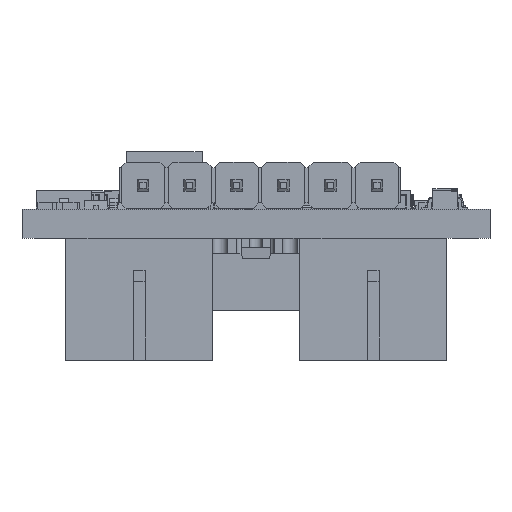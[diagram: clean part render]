
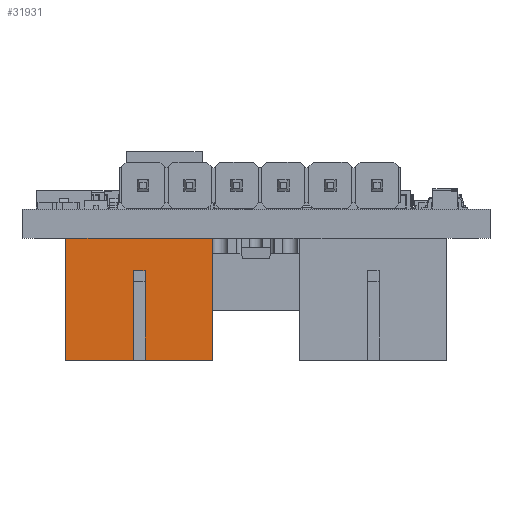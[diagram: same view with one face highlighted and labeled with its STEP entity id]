
A CAD part, front view. The second image highlights one B-rep face of the part: STEP entity #31931.
In plain terms, the highlighted face is planar.
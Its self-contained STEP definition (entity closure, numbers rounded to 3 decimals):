
#2138=PLANE('',#34635);
#3726=FACE_OUTER_BOUND('',#5801,.T.);
#5801=EDGE_LOOP('',(#26830,#26831,#26832,#26833,#26834,#26835,#26836,#26837));
#8412=LINE('',#53390,#11827);
#8440=LINE('',#53445,#11855);
#8447=LINE('',#53460,#11862);
#8452=LINE('',#53471,#11867);
#8453=LINE('',#53473,#11868);
#8454=LINE('',#53475,#11869);
#8455=LINE('',#53476,#11870);
#8456=LINE('',#53477,#11871);
#11827=VECTOR('',#41015,1000.);
#11855=VECTOR('',#41057,1000.);
#11862=VECTOR('',#41070,1000.);
#11867=VECTOR('',#41077,1000.);
#11868=VECTOR('',#41078,1000.);
#11869=VECTOR('',#41079,1000.);
#11870=VECTOR('',#41080,1000.);
#11871=VECTOR('',#41081,1000.);
#15886=VERTEX_POINT('',#53387);
#15887=VERTEX_POINT('',#53389);
#15907=VERTEX_POINT('',#53443);
#15912=VERTEX_POINT('',#53459);
#15916=VERTEX_POINT('',#53469);
#15917=VERTEX_POINT('',#53470);
#15918=VERTEX_POINT('',#53472);
#15919=VERTEX_POINT('',#53474);
#19655=EDGE_CURVE('',#15887,#15886,#8412,.T.);
#19683=EDGE_CURVE('',#15907,#15886,#8440,.T.);
#19690=EDGE_CURVE('',#15912,#15887,#8447,.T.);
#19695=EDGE_CURVE('',#15916,#15917,#8452,.T.);
#19696=EDGE_CURVE('',#15918,#15917,#8453,.T.);
#19697=EDGE_CURVE('',#15919,#15918,#8454,.T.);
#19698=EDGE_CURVE('',#15919,#15912,#8455,.T.);
#19699=EDGE_CURVE('',#15916,#15907,#8456,.T.);
#26830=ORIENTED_EDGE('',*,*,#19695,.T.);
#26831=ORIENTED_EDGE('',*,*,#19696,.F.);
#26832=ORIENTED_EDGE('',*,*,#19697,.F.);
#26833=ORIENTED_EDGE('',*,*,#19698,.T.);
#26834=ORIENTED_EDGE('',*,*,#19690,.T.);
#26835=ORIENTED_EDGE('',*,*,#19655,.T.);
#26836=ORIENTED_EDGE('',*,*,#19683,.F.);
#26837=ORIENTED_EDGE('',*,*,#19699,.F.);
#31931=ADVANCED_FACE('',(#3726),#2138,.F.);
#34635=AXIS2_PLACEMENT_3D('',#53468,#41075,#41076);
#41015=DIRECTION('',(0.,0.,-1.));
#41057=DIRECTION('',(1.,0.,0.));
#41070=DIRECTION('',(1.,0.,0.));
#41075=DIRECTION('center_axis',(0.,-1.,0.));
#41076=DIRECTION('ref_axis',(1.,0.,0.));
#41077=DIRECTION('',(1.,0.,0.));
#41078=DIRECTION('',(0.,0.,1.));
#41079=DIRECTION('',(-1.,0.,0.));
#41080=DIRECTION('',(0.,0.,1.));
#41081=DIRECTION('',(0.,0.,-1.));
#53387=CARTESIAN_POINT('',(3.984,2.541,0.));
#53389=CARTESIAN_POINT('',(3.984,2.541,6.6));
#53390=CARTESIAN_POINT('',(3.984,2.541,6.6));
#53443=CARTESIAN_POINT('',(-3.966,2.541,0.));
#53445=CARTESIAN_POINT('',(-3.966,2.541,0.));
#53459=CARTESIAN_POINT('',(0.334,2.541,6.6));
#53460=CARTESIAN_POINT('',(-3.966,2.541,6.6));
#53468=CARTESIAN_POINT('Origin',(-3.966,2.541,6.6));
#53469=CARTESIAN_POINT('',(-3.966,2.541,6.6));
#53470=CARTESIAN_POINT('',(-0.316,2.541,6.6));
#53471=CARTESIAN_POINT('',(-3.966,2.541,6.6));
#53472=CARTESIAN_POINT('',(-0.316,2.541,1.75));
#53473=CARTESIAN_POINT('',(-0.316,2.541,1.75));
#53474=CARTESIAN_POINT('',(0.334,2.541,1.75));
#53475=CARTESIAN_POINT('',(-0.316,2.541,1.75));
#53476=CARTESIAN_POINT('',(0.334,2.541,1.75));
#53477=CARTESIAN_POINT('',(-3.966,2.541,6.6));
